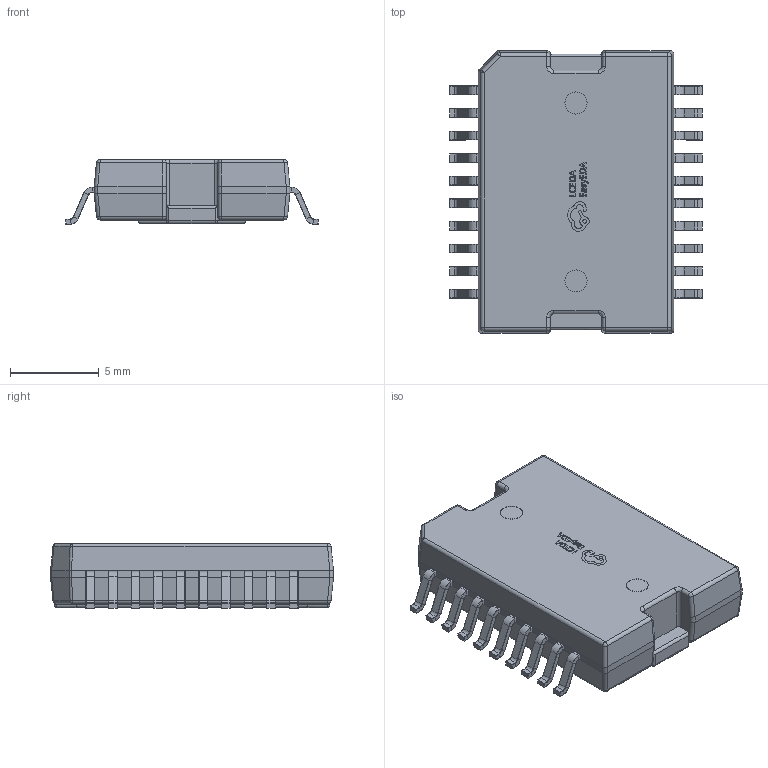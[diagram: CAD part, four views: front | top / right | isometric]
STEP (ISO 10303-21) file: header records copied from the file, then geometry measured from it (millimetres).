
FILE_DESCRIPTION (( 'STEP AP214' ), '1' );
FILE_NAME ('POWERSO20_L15.9-W11.0-H3.4-LS14.2-P1.27.step', '2022-07-09T04:04:36', ( '' ), ( '' ), 'SwSTEP 2.0', 'SolidWorks 2020', '' );
FILE_SCHEMA (( 'AUTOMOTIVE_DESIGN' ));
Length unit declared in the file: millimetre
Products named in the file (1): POWERSO20_L15.9-W11.0-H3.4-LS14.2-P1.27
Bounding box: 14.21 x 15.9 x 3.65 mm (x, y, z)
Volume: 588.4 mm3; surface area: 610.2 mm2
Topology: 21 solids, 21 shells, 1477 faces, 3287 edges, 1836 vertices
Faces by surface type: plane 578, cylinder 497, torus 168, sphere 122, bspline 112
Entity records: 56880 total; most frequent: CARTESIAN_POINT 8727, DIRECTION 6783, ORIENTED_EDGE 6406, EDGE_CURVE 3203, AXIS2_PLACEMENT_3D 2488, LINE 1807, VECTOR 1807, VERTEX_POINT 1796
